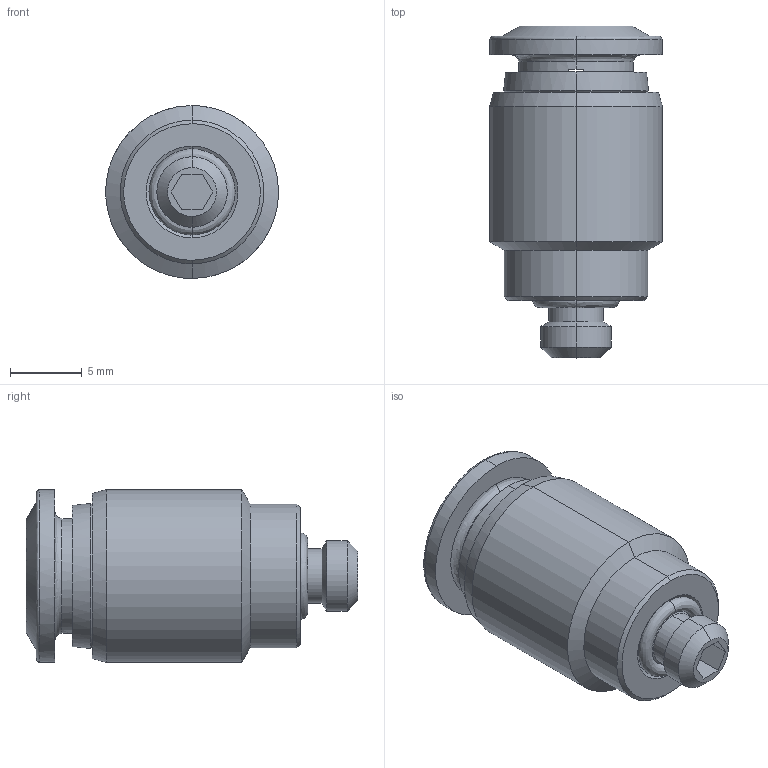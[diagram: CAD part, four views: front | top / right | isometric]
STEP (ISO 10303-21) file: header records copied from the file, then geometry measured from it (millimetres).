
FILE_DESCRIPTION (( 'STEP AP214' ), '1' );
FILE_NAME ('POC06-M5_ME.STEP', '2018-09-06T13:14:57', ( '' ), ( '' ), 'SwSTEP 2.0', 'SolidWorks 2018', '' );
FILE_SCHEMA (( 'AUTOMOTIVE_DESIGN' ));
Length unit declared in the file: millimetre
Products named in the file (1): POC06-M5_ME
Bounding box: 12.02 x 23.1 x 12.04 mm (x, y, z)
Volume: 1726.1 mm3; surface area: 1350 mm2
Topology: 1 solids, 1 shells, 81 faces, 190 edges, 114 vertices
Faces by surface type: bspline 81
Entity records: 3193 total; most frequent: CARTESIAN_POINT 2025, ORIENTED_EDGE 380, EDGE_CURVE 190, B_SPLINE_CURVE_WITH_KNOTS 131, VERTEX_POINT 114, EDGE_LOOP 92, ADVANCED_FACE 81, FACE_OUTER_BOUND 81
